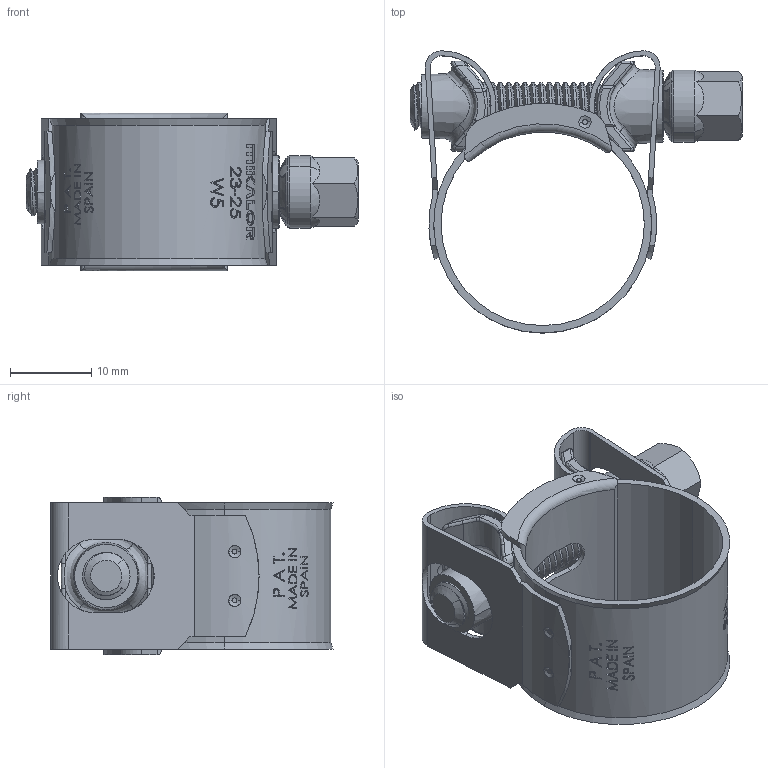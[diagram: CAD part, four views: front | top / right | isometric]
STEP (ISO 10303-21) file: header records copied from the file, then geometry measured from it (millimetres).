
FILE_DESCRIPTION (( 'STEP AP214' ), '1' );
FILE_NAME ('MK-03019047.STEP', '2018-09-10T11:56:03', ( '' ), ( '' ), 'SwSTEP 2.0', 'SolidWorks 2018', '' );
FILE_SCHEMA (( 'AUTOMOTIVE_DESIGN' ));
Length unit declared in the file: millimetre
Products named in the file (1): MK-03019047
Bounding box: 40.85 x 34.72 x 19.4 mm (x, y, z)
Volume: 3718.8 mm3; surface area: 8197.9 mm2
Topology: 5 solids, 5 shells, 739 faces, 1990 edges, 1292 vertices
Faces by surface type: plane 237, bspline 223, cylinder 214, cone 27, torus 22, sphere 16
Entity records: 55598 total; most frequent: CARTESIAN_POINT 31333, ORIENTED_EDGE 3964, DIRECTION 2432, EDGE_CURVE 1982, VERTEX_POINT 1290, AXIS2_PLACEMENT_3D 899, B_SPLINE_CURVE_WITH_KNOTS 826, EDGE_LOOP 790
